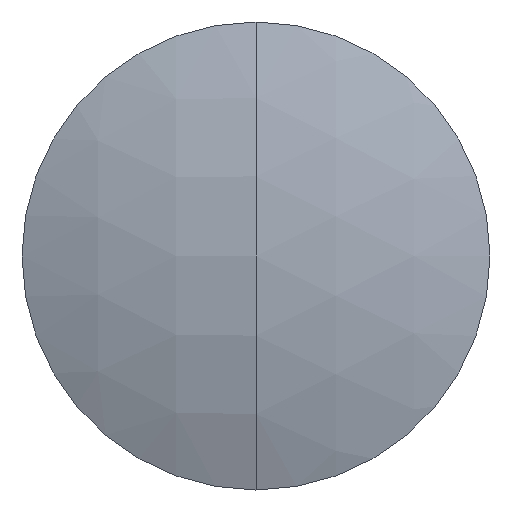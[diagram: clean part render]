
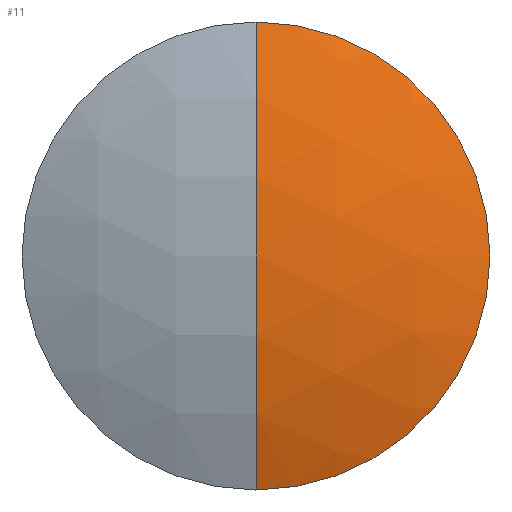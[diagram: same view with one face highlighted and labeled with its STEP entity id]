
A CAD part, left-side view. The second image highlights one B-rep face of the part: STEP entity #11.
In plain terms, the highlighted spherical face has radius 11.1 mm.
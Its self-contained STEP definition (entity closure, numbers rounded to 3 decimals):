
#5 = CARTESIAN_POINT ( 'NONE',  ( 11.171, 0., 0. ) ) ;
#7 = VERTEX_POINT ( 'NONE', #234 ) ;
#11 = ADVANCED_FACE ( 'NONE', ( #316 ), #16, .T. ) ;
#13 = ORIENTED_EDGE ( 'NONE', *, *, #343, .T. ) ;
#15 = CIRCLE ( 'NONE', #161, 11.1 ) ;
#16 = SPHERICAL_SURFACE ( 'NONE', #303, 11.1 ) ;
#52 = CARTESIAN_POINT ( 'NONE',  ( 0.817, 0., -4. ) ) ;
#57 = DIRECTION ( 'NONE',  ( 0., -1., 0. ) ) ;
#73 = DIRECTION ( 'NONE',  ( 0., 0., -1. ) ) ;
#83 = CARTESIAN_POINT ( 'NONE',  ( 11.171, 0., 0. ) ) ;
#91 = EDGE_CURVE ( 'NONE', #321, #7, #15, .T. ) ;
#94 = VERTEX_POINT ( 'NONE', #286 ) ;
#156 = DIRECTION ( 'NONE',  ( 0., 1., 0. ) ) ;
#157 = DIRECTION ( 'NONE',  ( 0., 0., 1. ) ) ;
#161 = AXIS2_PLACEMENT_3D ( 'NONE', #5, #156, #215 ) ;
#162 = CIRCLE ( 'NONE', #210, 11.1 ) ;
#183 = EDGE_LOOP ( 'NONE', ( #217, #13, #302 ) ) ;
#184 = CARTESIAN_POINT ( 'NONE',  ( 11.171, 0., 0. ) ) ;
#189 = CIRCLE ( 'NONE', #205, 4. ) ;
#201 = EDGE_CURVE ( 'NONE', #321, #94, #189, .T. ) ;
#205 = AXIS2_PLACEMENT_3D ( 'NONE', #238, #241, #157 ) ;
#210 = AXIS2_PLACEMENT_3D ( 'NONE', #83, #251, #287 ) ;
#215 = DIRECTION ( 'NONE',  ( 0., 0., 1. ) ) ;
#217 = ORIENTED_EDGE ( 'NONE', *, *, #201, .T. ) ;
#234 = CARTESIAN_POINT ( 'NONE',  ( 0.071, 0., 0. ) ) ;
#238 = CARTESIAN_POINT ( 'NONE',  ( 0.817, 0., 0. ) ) ;
#241 = DIRECTION ( 'NONE',  ( -1., 0., 0. ) ) ;
#251 = DIRECTION ( 'NONE',  ( 0., -1., 0. ) ) ;
#286 = CARTESIAN_POINT ( 'NONE',  ( 0.817, 0., 4. ) ) ;
#287 = DIRECTION ( 'NONE',  ( 0., 0., -1. ) ) ;
#302 = ORIENTED_EDGE ( 'NONE', *, *, #91, .F. ) ;
#303 = AXIS2_PLACEMENT_3D ( 'NONE', #184, #57, #73 ) ;
#316 = FACE_OUTER_BOUND ( 'NONE', #183, .T. ) ;
#321 = VERTEX_POINT ( 'NONE', #52 ) ;
#343 = EDGE_CURVE ( 'NONE', #94, #7, #162, .T. ) ;
